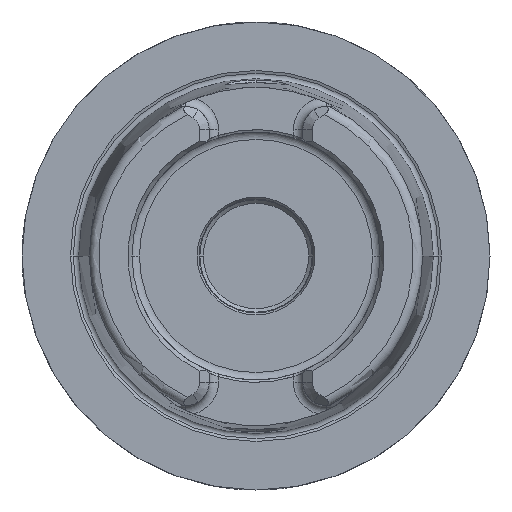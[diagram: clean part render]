
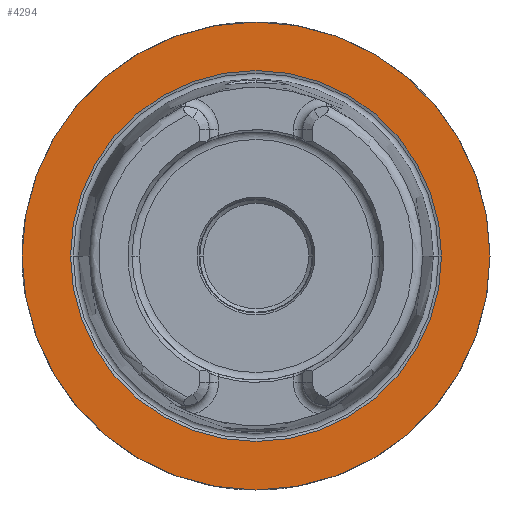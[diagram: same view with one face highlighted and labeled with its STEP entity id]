
A CAD part, left-side view. The second image highlights one B-rep face of the part: STEP entity #4294.
In plain terms, the highlighted planar face has unit normal (-1, 0, 0).
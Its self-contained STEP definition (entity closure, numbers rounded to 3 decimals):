
#905=CARTESIAN_POINT('',(0.,0.,0.));
#906=DIRECTION('',(1.,0.,0.));
#907=DIRECTION('',(0.,1.,0.));
#908=AXIS2_PLACEMENT_3D('',#905,#906,#907);
#910=CARTESIAN_POINT('',(0.,0.,0.));
#911=DIRECTION('',(-1.,0.,0.));
#912=DIRECTION('',(0.,1.,0.));
#913=AXIS2_PLACEMENT_3D('',#910,#911,#912);
#915=CARTESIAN_POINT('',(0.,0.,0.));
#916=DIRECTION('',(-1.,0.,0.));
#917=DIRECTION('',(0.,-1.,0.));
#918=AXIS2_PLACEMENT_3D('',#915,#916,#917);
#920=CARTESIAN_POINT('',(0.,0.,0.));
#921=DIRECTION('',(-1.,0.,0.));
#922=DIRECTION('',(0.,1.,0.));
#923=AXIS2_PLACEMENT_3D('',#920,#921,#922);
#2849=CARTESIAN_POINT('',(0.,50.,0.));
#2850=CARTESIAN_POINT('',(0.,-50.,0.));
#2851=VERTEX_POINT('',#2849);
#2852=VERTEX_POINT('',#2850);
#2877=CARTESIAN_POINT('',(0.,-39.632,0.));
#2878=VERTEX_POINT('',#2877);
#2879=CARTESIAN_POINT('',(0.,39.632,0.));
#2880=VERTEX_POINT('',#2879);
#4279=CARTESIAN_POINT('',(0.,0.,0.));
#4280=DIRECTION('',(1.,0.,0.));
#4281=DIRECTION('',(0.,-1.,0.));
#4282=AXIS2_PLACEMENT_3D('',#4279,#4280,#4281);
#4283=PLANE('',#4282);
#4285=ORIENTED_EDGE('',*,*,#4284,.T.);
#4287=ORIENTED_EDGE('',*,*,#4286,.F.);
#4288=EDGE_LOOP('',(#4285,#4287));
#4289=FACE_OUTER_BOUND('',#4288,.F.);
#4290=ORIENTED_EDGE('',*,*,#4274,.T.);
#4291=ORIENTED_EDGE('',*,*,#4258,.T.);
#4292=EDGE_LOOP('',(#4290,#4291));
#4293=FACE_BOUND('',#4292,.F.);
#4294=ADVANCED_FACE('',(#4289,#4293),#4283,.F.);
#909=CIRCLE('',#908,50.);
#914=CIRCLE('',#913,50.);
#919=CIRCLE('',#918,39.632);
#924=CIRCLE('',#923,39.632);
#4258=EDGE_CURVE('',#2880,#2878,#924,.T.);
#4274=EDGE_CURVE('',#2878,#2880,#919,.T.);
#4284=EDGE_CURVE('',#2851,#2852,#909,.T.);
#4286=EDGE_CURVE('',#2851,#2852,#914,.T.);
